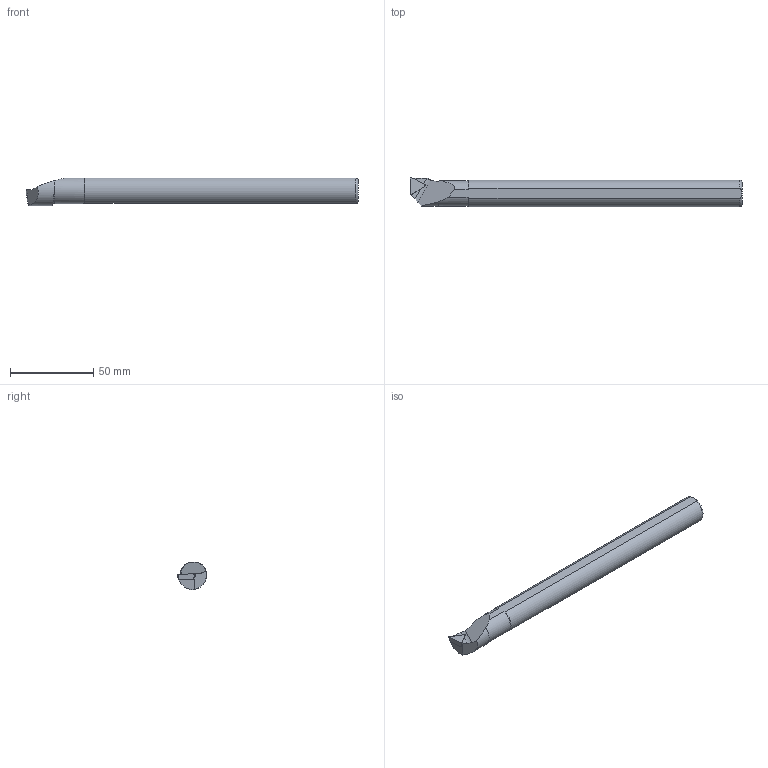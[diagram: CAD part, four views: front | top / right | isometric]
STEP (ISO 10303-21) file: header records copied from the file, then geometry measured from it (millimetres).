
FILE_DESCRIPTION(/* description */ (''),/* implementation_level */ '2;1');
FILE_NAME(/* name */ 'S16R-STUPL-1103.stp',/* time_stamp */ '2023-10-20T13:37:26+03:00',/* author */ (''),/* organization */ (''),/* preprocessor_version */ 'ST-DEVELOPER v19.4',/* originating_system */ 'SIEMENS PLM Software NX2306.3001',/* authorisation */ '');
FILE_SCHEMA (('AUTOMOTIVE_DESIGN { 1 0 10303 214 3 1 1 1 }'));
Length unit declared in the file: millimetre
Products named in the file (1): S16R STUPR 1103-LIGHT_objects
Bounding box: 199.96 x 17.73 x 16.34 mm (x, y, z)
Volume: 37645.7 mm3; surface area: 10302.4 mm2
Topology: 2 solids, 2 shells, 32 faces, 84 edges, 53 vertices
Faces by surface type: plane 17, cylinder 7, cone 7, torus 1
Entity records: 1104 total; most frequent: CARTESIAN_POINT 248, ORIENTED_EDGE 158, DIRECTION 158, EDGE_CURVE 79, AXIS2_PLACEMENT_3D 60, VERTEX_POINT 52, LINE 38, VECTOR 38
